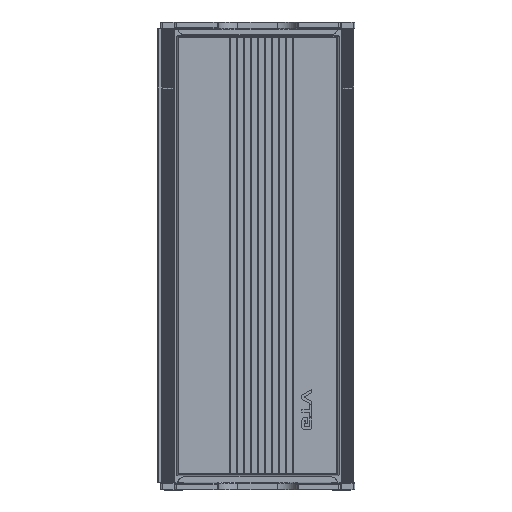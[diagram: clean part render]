
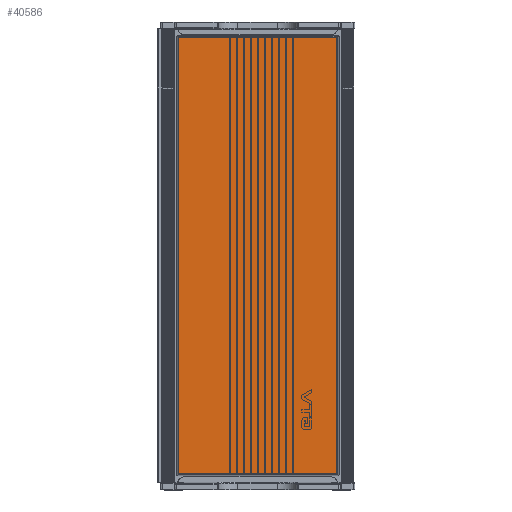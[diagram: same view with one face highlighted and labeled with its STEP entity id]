
A CAD part, top view. The second image highlights one B-rep face of the part: STEP entity #40586.
In plain terms, the highlighted face is planar.
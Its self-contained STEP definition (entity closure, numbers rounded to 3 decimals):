
#1656=PLANE('',#45214);
#3630=FACE_OUTER_BOUND('',#5876,.T.);
#5876=EDGE_LOOP('',(#34560,#34561,#34562,#34563));
#9016=LINE('',#76680,#11770);
#9017=LINE('',#76686,#11771);
#9018=LINE('',#76688,#11772);
#9019=LINE('',#76689,#11773);
#11770=VECTOR('',#56559,10.);
#11771=VECTOR('',#56568,10.);
#11772=VECTOR('',#56569,10.);
#11773=VECTOR('',#56570,10.);
#18024=VERTEX_POINT('',#76675);
#18025=VERTEX_POINT('',#76679);
#18026=VERTEX_POINT('',#76685);
#18027=VERTEX_POINT('',#76687);
#23649=EDGE_CURVE('',#18024,#18025,#9016,.T.);
#23652=EDGE_CURVE('',#18026,#18024,#9017,.T.);
#23653=EDGE_CURVE('',#18027,#18026,#9018,.T.);
#23654=EDGE_CURVE('',#18025,#18027,#9019,.T.);
#34560=ORIENTED_EDGE('',*,*,#23649,.F.);
#34561=ORIENTED_EDGE('',*,*,#23652,.F.);
#34562=ORIENTED_EDGE('',*,*,#23653,.F.);
#34563=ORIENTED_EDGE('',*,*,#23654,.F.);
#40586=ADVANCED_FACE('',(#3630),#1656,.F.);
#45214=AXIS2_PLACEMENT_3D('',#76684,#56566,#56567);
#56559=DIRECTION('',(0.,-1.,0.));
#56566=DIRECTION('center_axis',(0.,0.,1.));
#56567=DIRECTION('ref_axis',(1.,0.,0.));
#56568=DIRECTION('',(-1.,0.,0.));
#56569=DIRECTION('',(0.,1.,0.));
#56570=DIRECTION('',(1.,0.,0.));
#76675=CARTESIAN_POINT('',(-309.762,112.262,0.));
#76679=CARTESIAN_POINT('',(-309.762,-112.262,0.));
#76680=CARTESIAN_POINT('',(-309.762,-28.5,0.));
#76684=CARTESIAN_POINT('Origin',(0.,0.,
0.));
#76685=CARTESIAN_POINT('',(309.762,112.262,0.));
#76686=CARTESIAN_POINT('',(-77.875,112.262,0.));
#76687=CARTESIAN_POINT('',(309.762,-112.262,0.));
#76688=CARTESIAN_POINT('',(309.762,28.5,0.));
#76689=CARTESIAN_POINT('',(77.875,-112.262,0.));
